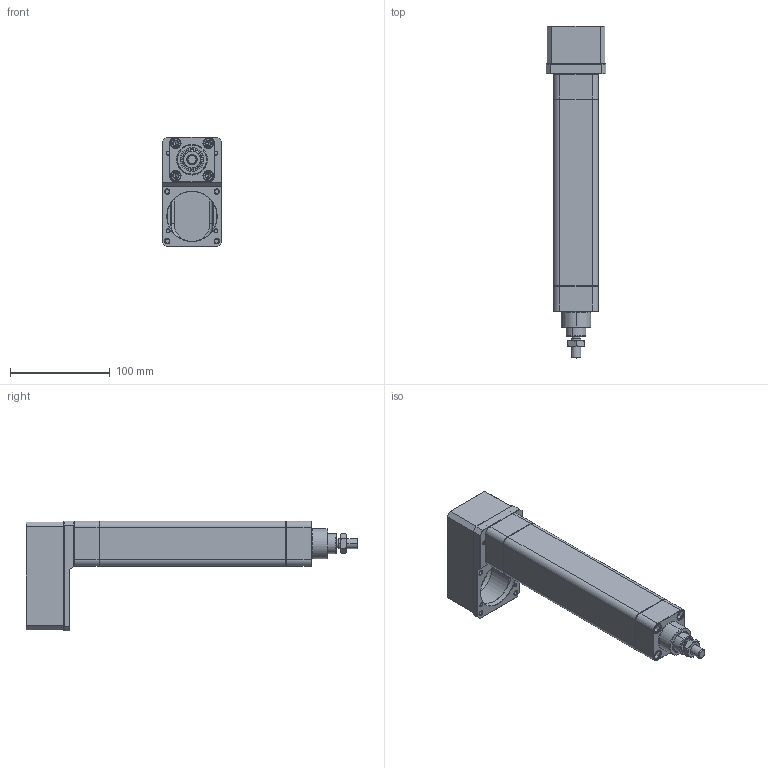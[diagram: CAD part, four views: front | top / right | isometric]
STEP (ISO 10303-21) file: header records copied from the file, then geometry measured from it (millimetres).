
FILE_DESCRIPTION (( 'STEP AP203' ), '1' );
FILE_NAME ('CS032-S050-100R.STEP', '2011-04-19T20:52:49', ( 'Admin' ), ( '' ), 'SwSTEP 2.0', 'SolidWorks 2007', '' );
FILE_SCHEMA (( 'CONFIG_CONTROL_DESIGN' ));
Length unit declared in the file: millimetre
Products named in the file (24): CS032-S050-100R; 3200_A_2RS1TN9_MT33_PART1; 3200_A_2RS1TN9_MT33_PART2; CS032DrViteRicircoloP127; CS032BsGHIERA-VITE; CS032BsNaselloINOX; M6x20Testa-Cilin-Esag-Incas; M10x1.25Basso; CS032BsTestataAnteriore; CS032BsCorpo100; CS032BsTestataPosteriore; 3200_A_2RS1TN9_MT33; 3200_A_2RS1TN9_MT33_PART3; 3200_A_2RS1TN9_MT33_PART4; 3200_A_2RS1TN9_MT33_PART5; 3200_A_2RS1TN9_MT33_PART6; BV06ViteDoppia; CS032BsGhieraVite; CS032BsArrestoGhiera; CS032BsSteloCromato; CS032BsBoccolaGuida; CS032RvMotore50-3-70-5; CS032RvCoperchio; M4x40Testa-Cilin-Esag-Incas
Assembly tree (50 placements, depth 3):
  CS032-S050-100R
    M6x20Testa-Cilin-Esag-Incas  x4
    CS032RvMotore50-3-70-5
    CS032BsSteloCromato
    CS032BsTestataAnteriore
    CS032BsTestataPosteriore
    BV06ViteDoppia  x8
    CS032RvCoperchio
    CS032BsCorpo100
    3200_A_2RS1TN9_MT33
      3200_A_2RS1TN9_MT33_PART1
      3200_A_2RS1TN9_MT33_PART2
      3200_A_2RS1TN9_MT33_PART5  x8
      3200_A_2RS1TN9_MT33_PART6  x8
      3200_A_2RS1TN9_MT33_PART3
      3200_A_2RS1TN9_MT33_PART4
    M4x40Testa-Cilin-Esag-Incas  x4
    CS032BsGHIERA-VITE
      CS032BsArrestoGhiera
      CS032BsGhieraVite
    M10x1.25Basso
    CS032BsBoccolaGuida
    CS032DrViteRicircoloP127
    CS032BsNaselloINOX
Bounding box: 60 x 332.5 x 110 mm (x, y, z)
Volume: 489109.5 mm3; surface area: 184519.1 mm2
Topology: 48 solids, 48 shells, 1489 faces, 3243 edges, 1870 vertices
Faces by surface type: plane 469, cone 424, cylinder 386, torus 148, sphere 32, bspline 30
Entity records: 30018 total; most frequent: CARTESIAN_POINT 5135, DIRECTION 4932, ORIENTED_EDGE 4174, EDGE_CURVE 2087, AXIS2_PLACEMENT_3D 1990, VERTEX_POINT 1205, EDGE_LOOP 1102, CIRCLE 996
